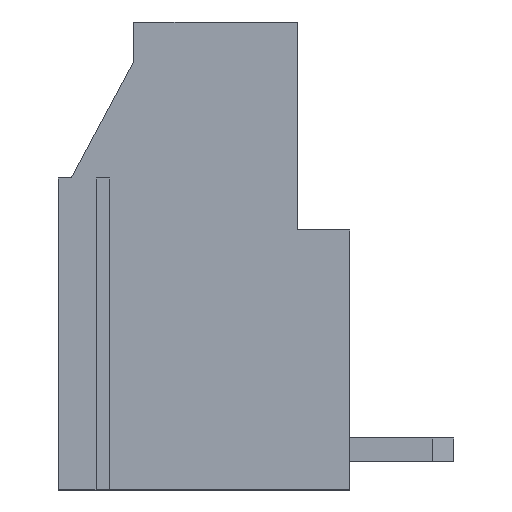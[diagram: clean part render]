
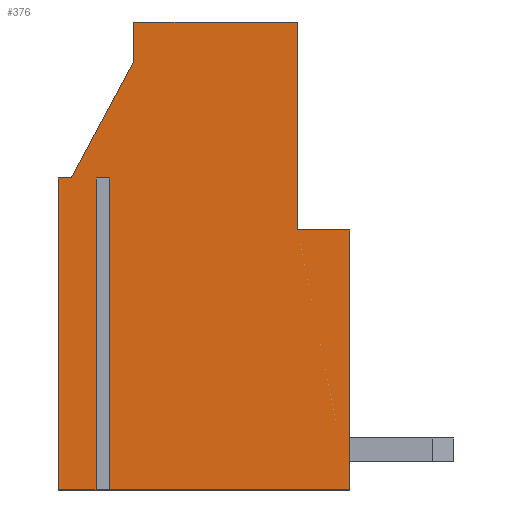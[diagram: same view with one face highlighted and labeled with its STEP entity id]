
A CAD part, front view. The second image highlights one B-rep face of the part: STEP entity #376.
In plain terms, the highlighted planar face has unit normal (0, -1, 0).
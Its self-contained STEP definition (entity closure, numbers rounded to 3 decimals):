
#376 = ADVANCED_FACE( '', ( #801 ), #802, .F. );
#801 = FACE_OUTER_BOUND( '', #1290, .T. );
#802 = PLANE( '', #1291 );
#1290 = EDGE_LOOP( '', ( #2161, #2162, #2163, #2164, #2165, #2166, #2167, #2168, #2169, #2170, #2171, #2172, #2173 ) );
#1291 = AXIS2_PLACEMENT_3D( '', #2174, #2175, #2176 );
#2161 = ORIENTED_EDGE( '', *, *, #3111, .F. );
#2162 = ORIENTED_EDGE( '', *, *, #3404, .F. );
#2163 = ORIENTED_EDGE( '', *, *, #3074, .F. );
#2164 = ORIENTED_EDGE( '', *, *, #3141, .F. );
#2165 = ORIENTED_EDGE( '', *, *, #3405, .F. );
#2166 = ORIENTED_EDGE( '', *, *, #3406, .T. );
#2167 = ORIENTED_EDGE( '', *, *, #3407, .T. );
#2168 = ORIENTED_EDGE( '', *, *, #3408, .T. );
#2169 = ORIENTED_EDGE( '', *, *, #3409, .F. );
#2170 = ORIENTED_EDGE( '', *, *, #3410, .T. );
#2171 = ORIENTED_EDGE( '', *, *, #3411, .T. );
#2172 = ORIENTED_EDGE( '', *, *, #3412, .T. );
#2173 = ORIENTED_EDGE( '', *, *, #3066, .F. );
#2174 = CARTESIAN_POINT( '', ( 12.134, -2.54, 19.8 ) );
#2175 = DIRECTION( '', ( 0., 1., 0. ) );
#2176 = DIRECTION( '', ( 0., 0., 1. ) );
#3066 = EDGE_CURVE( '', #3660, #3662, #3663, .T. );
#3074 = EDGE_CURVE( '', #3675, #3676, #3677, .T. );
#3111 = EDGE_CURVE( '', #3742, #3660, #3744, .T. );
#3141 = EDGE_CURVE( '', #3792, #3675, #3794, .T. );
#3404 = EDGE_CURVE( '', #3676, #3742, #4223, .T. );
#3405 = EDGE_CURVE( '', #4224, #3792, #4225, .T. );
#3406 = EDGE_CURVE( '', #4224, #4226, #4227, .T. );
#3407 = EDGE_CURVE( '', #4226, #4228, #4229, .T. );
#3408 = EDGE_CURVE( '', #4228, #4230, #4231, .T. );
#3409 = EDGE_CURVE( '', #4232, #4230, #4233, .T. );
#3410 = EDGE_CURVE( '', #4232, #4234, #4235, .T. );
#3411 = EDGE_CURVE( '', #4234, #4236, #4237, .T. );
#3412 = EDGE_CURVE( '', #4236, #3662, #4238, .T. );
#3660 = VERTEX_POINT( '', #4543 );
#3662 = VERTEX_POINT( '', #4546 );
#3663 = LINE( '', #4547, #4548 );
#3675 = VERTEX_POINT( '', #4565 );
#3676 = VERTEX_POINT( '', #4566 );
#3677 = LINE( '', #4567, #4568 );
#3742 = VERTEX_POINT( '', #4658 );
#3744 = LINE( '', #4661, #4662 );
#3792 = VERTEX_POINT( '', #4732 );
#3794 = LINE( '', #4735, #4736 );
#4223 = LINE( '', #5358, #5359 );
#4224 = VERTEX_POINT( '', #5360 );
#4225 = LINE( '', #5361, #5362 );
#4226 = VERTEX_POINT( '', #5363 );
#4227 = LINE( '', #5364, #5365 );
#4228 = VERTEX_POINT( '', #5366 );
#4229 = LINE( '', #5367, #5368 );
#4230 = VERTEX_POINT( '', #5369 );
#4231 = LINE( '', #5370, #5371 );
#4232 = VERTEX_POINT( '', #5372 );
#4233 = LINE( '', #5373, #5374 );
#4234 = VERTEX_POINT( '', #5375 );
#4235 = LINE( '', #5376, #5377 );
#4236 = VERTEX_POINT( '', #5378 );
#4237 = LINE( '', #5379, #5380 );
#4238 = LINE( '', #5381, #5382 );
#4543 = CARTESIAN_POINT( '', ( 9.2, -2.54, 10. ) );
#4546 = CARTESIAN_POINT( '', ( 11.2, -2.54, 10. ) );
#4547 = CARTESIAN_POINT( '', ( 9.038, -2.54, 10. ) );
#4548 = VECTOR( '', #5829, 1000. );
#4565 = CARTESIAN_POINT( '', ( 2.9, -2.54, 16.5 ) );
#4566 = CARTESIAN_POINT( '', ( 2.9, -2.54, 18. ) );
#4567 = CARTESIAN_POINT( '', ( 2.9, -2.54, -1. ) );
#4568 = VECTOR( '', #5835, 1000. );
#4658 = CARTESIAN_POINT( '', ( 9.2, -2.54, 18. ) );
#4661 = CARTESIAN_POINT( '', ( 9.2, -2.54, 18. ) );
#4662 = VECTOR( '', #5877, 1000. );
#4732 = CARTESIAN_POINT( '', ( 0.5, -2.54, 12. ) );
#4735 = CARTESIAN_POINT( '', ( -6.433, -2.54, -1. ) );
#4736 = VECTOR( '', #5901, 1000. );
#5358 = CARTESIAN_POINT( '', ( 5.35, -2.54, 18. ) );
#5359 = VECTOR( '', #6140, 1000. );
#5360 = CARTESIAN_POINT( '', ( 0., -2.54, 12. ) );
#5361 = CARTESIAN_POINT( '', ( 5.35, -2.54, 12. ) );
#5362 = VECTOR( '', #6141, 1000. );
#5363 = CARTESIAN_POINT( '', ( 0., -2.54, 0. ) );
#5364 = CARTESIAN_POINT( '', ( 0., -2.54, -1. ) );
#5365 = VECTOR( '', #6142, 1000. );
#5366 = CARTESIAN_POINT( '', ( 1.446, -2.54, 0. ) );
#5367 = CARTESIAN_POINT( '', ( 5.35, -2.54, 0. ) );
#5368 = VECTOR( '', #6143, 1000. );
#5369 = CARTESIAN_POINT( '', ( 1.446, -2.54, 12. ) );
#5370 = CARTESIAN_POINT( '', ( 1.446, -2.54, -1. ) );
#5371 = VECTOR( '', #6144, 1000. );
#5372 = CARTESIAN_POINT( '', ( 1.954, -2.54, 12. ) );
#5373 = CARTESIAN_POINT( '', ( 5.35, -2.54, 12. ) );
#5374 = VECTOR( '', #6145, 1000. );
#5375 = CARTESIAN_POINT( '', ( 1.954, -2.54, 0. ) );
#5376 = CARTESIAN_POINT( '', ( 1.954, -2.54, -1. ) );
#5377 = VECTOR( '', #6146, 1000. );
#5378 = CARTESIAN_POINT( '', ( 11.2, -2.54, 0. ) );
#5379 = CARTESIAN_POINT( '', ( 5.35, -2.54, 0. ) );
#5380 = VECTOR( '', #6147, 1000. );
#5381 = CARTESIAN_POINT( '', ( 11.2, -2.54, -1. ) );
#5382 = VECTOR( '', #6148, 1000. );
#5829 = DIRECTION( '', ( 1., 0., 0. ) );
#5835 = DIRECTION( '', ( 0., 0., 1. ) );
#5877 = DIRECTION( '', ( 0., 0., -1. ) );
#5901 = DIRECTION( '', ( 0.471, 0., 0.882 ) );
#6140 = DIRECTION( '', ( 1., 0., 0. ) );
#6141 = DIRECTION( '', ( 1., 0., 0. ) );
#6142 = DIRECTION( '', ( 0., 0., -1. ) );
#6143 = DIRECTION( '', ( 1., 0., 0. ) );
#6144 = DIRECTION( '', ( 0., 0., 1. ) );
#6145 = DIRECTION( '', ( -1., 0., 0. ) );
#6146 = DIRECTION( '', ( 0., 0., -1. ) );
#6147 = DIRECTION( '', ( 1., 0., 0. ) );
#6148 = DIRECTION( '', ( 0., 0., 1. ) );
